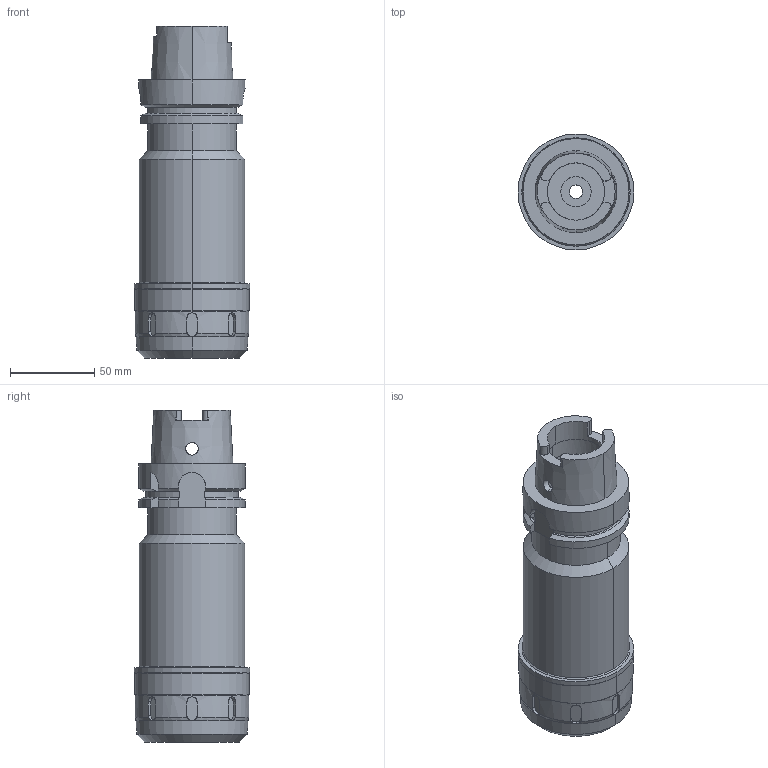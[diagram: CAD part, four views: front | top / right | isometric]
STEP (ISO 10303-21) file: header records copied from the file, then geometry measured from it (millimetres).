
FILE_DESCRIPTION((''),'2;1');
FILE_NAME('HSK-A63-HMC32S-165','2017-12-22T',('ykawabe'),(''),'CREO PARAMETRIC BY PTC INC, 2016380','CREO PARAMETRIC BY PTC INC, 2016380','');
FILE_SCHEMA(('AUTOMOTIVE_DESIGN { 1 0 10303 214 1 1 1 1 }'));
Length unit declared in the file: millimetre
Products named in the file (1): HSK-A63-HMC32S-165
Bounding box: 68.7 x 68.7 x 197 mm (x, y, z)
Volume: 430721.8 mm3; surface area: 63261 mm2
Topology: 1 solids, 1 shells, 156 faces, 452 edges, 304 vertices
Faces by surface type: cylinder 65, plane 65, cone 24, torus 2
Entity records: 7070 total; most frequent: CARTESIAN_POINT 1423, ORIENTED_EDGE 904, DIRECTION 864, PRESENTATION_STYLE_ASSIGNMENT 457, STYLED_ITEM 457, CURVE_STYLE 456, EDGE_CURVE 452, AXIS2_PLACEMENT_3D 330
